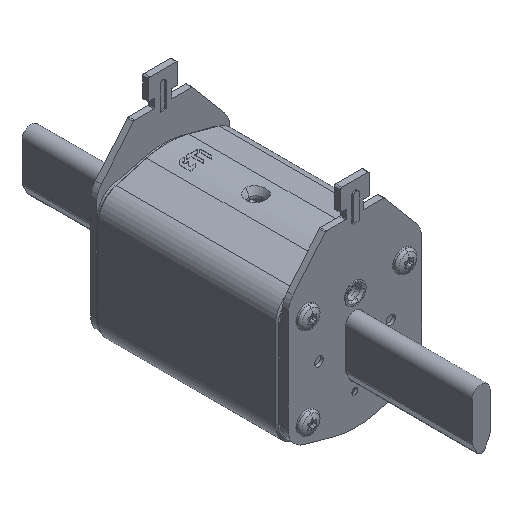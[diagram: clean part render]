
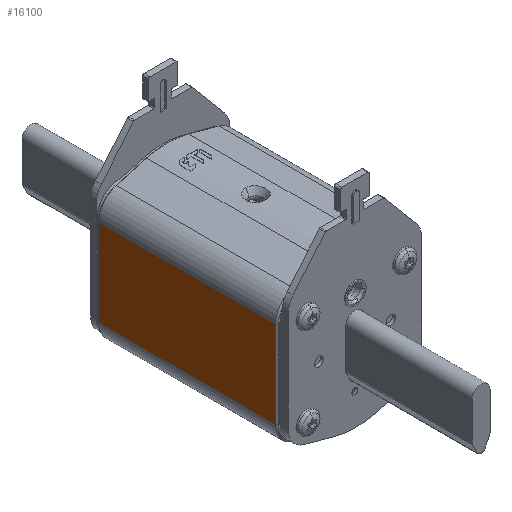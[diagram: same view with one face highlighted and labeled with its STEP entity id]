
A CAD part, isometric view. The second image highlights one B-rep face of the part: STEP entity #16100.
In plain terms, the highlighted planar face has unit normal (-1, 0, 0).
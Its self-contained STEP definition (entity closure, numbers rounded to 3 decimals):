
#1617=DIRECTION('',(0.,0.,-1.));
#1618=VECTOR('',#1617,29.);
#1619=CARTESIAN_POINT('',(-23.,-0.5,14.5));
#1620=LINE('',#1619,#1618);
#1705=DIRECTION('',(0.,-1.,0.));
#1706=VECTOR('',#1705,59.);
#1707=CARTESIAN_POINT('',(-23.,-0.5,-14.5));
#1708=LINE('',#1707,#1706);
#1709=DIRECTION('',(0.,-1.,0.));
#1710=VECTOR('',#1709,59.);
#1711=CARTESIAN_POINT('',(-23.,-0.5,14.5));
#1712=LINE('',#1711,#1710);
#2694=DIRECTION('',(0.,0.,-1.));
#2695=VECTOR('',#2694,29.);
#2696=CARTESIAN_POINT('',(-23.,-59.5,14.5));
#2697=LINE('',#2696,#2695);
#12150=CARTESIAN_POINT('',(-23.,-0.5,14.5));
#12151=CARTESIAN_POINT('',(-23.,-0.5,-14.5));
#12152=VERTEX_POINT('',#12150);
#12153=VERTEX_POINT('',#12151);
#12220=CARTESIAN_POINT('',(-23.,-59.5,-14.5));
#12221=VERTEX_POINT('',#12220);
#12224=CARTESIAN_POINT('',(-23.,-59.5,14.5));
#12225=VERTEX_POINT('',#12224);
#16087=CARTESIAN_POINT('',(-23.,0.,14.5));
#16088=DIRECTION('',(-1.,0.,0.));
#16089=DIRECTION('',(0.,0.,-1.));
#16090=AXIS2_PLACEMENT_3D('',#16087,#16088,#16089);
#16091=PLANE('',#16090);
#16092=ORIENTED_EDGE('',*,*,#15913,.F.);
#16094=ORIENTED_EDGE('',*,*,#16093,.T.);
#16096=ORIENTED_EDGE('',*,*,#16095,.T.);
#16097=ORIENTED_EDGE('',*,*,#16079,.F.);
#16098=EDGE_LOOP('',(#16092,#16094,#16096,#16097));
#16099=FACE_OUTER_BOUND('',#16098,.F.);
#15913=EDGE_CURVE('',#12152,#12153,#1620,.T.);
#16079=EDGE_CURVE('',#12153,#12221,#1708,.T.);
#16093=EDGE_CURVE('',#12152,#12225,#1712,.T.);
#16095=EDGE_CURVE('',#12225,#12221,#2697,.T.);
#16100=ADVANCED_FACE('',(#16099),#16091,.T.);
